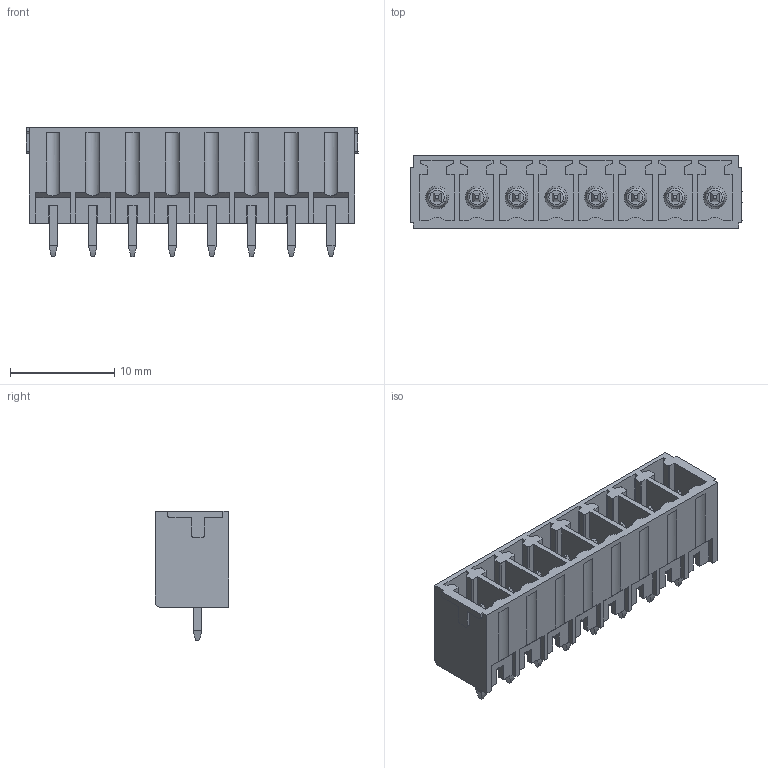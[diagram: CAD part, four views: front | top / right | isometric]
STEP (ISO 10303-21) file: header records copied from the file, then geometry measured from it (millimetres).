
FILE_DESCRIPTION(('CATIA V5 STEP Exchange','CAx-IF Rec.Pracs.--- Model Styling and Organization---1.4--- 2014-01-23'),'2;1');
FILE_NAME ('D1486523_0_1793660000_1793660000.stp','2021-05-19T13:27:00+00:00',('none'),('Weidmueller'),'CATIA Version 5-6 Release 2016 SP3 HF44','CATIA V5 STEP AP214','none');
FILE_SCHEMA(('AUTOMOTIVE_DESIGN { 1 0 10303 214 1 1 1 1 }'));
Length unit declared in the file: millimetre
Products named in the file (1): 1793660000
Bounding box: 31.87 x 7.05 x 12.4 mm (x, y, z)
Volume: 908.8 mm3; surface area: 2953.5 mm2
Topology: 9 solids, 9 shells, 619 faces, 1770 edges, 1193 vertices
Faces by surface type: plane 450, cylinder 137, cone 16, torus 16
Entity records: 20123 total; most frequent: CARTESIAN_POINT 4075, ORIENTED_EDGE 3540, DIRECTION 2573, EDGE_CURVE 1770, VECTOR 1400, LINE 1400, VERTEX_POINT 1193, AXIS2_PLACEMENT_3D 728
